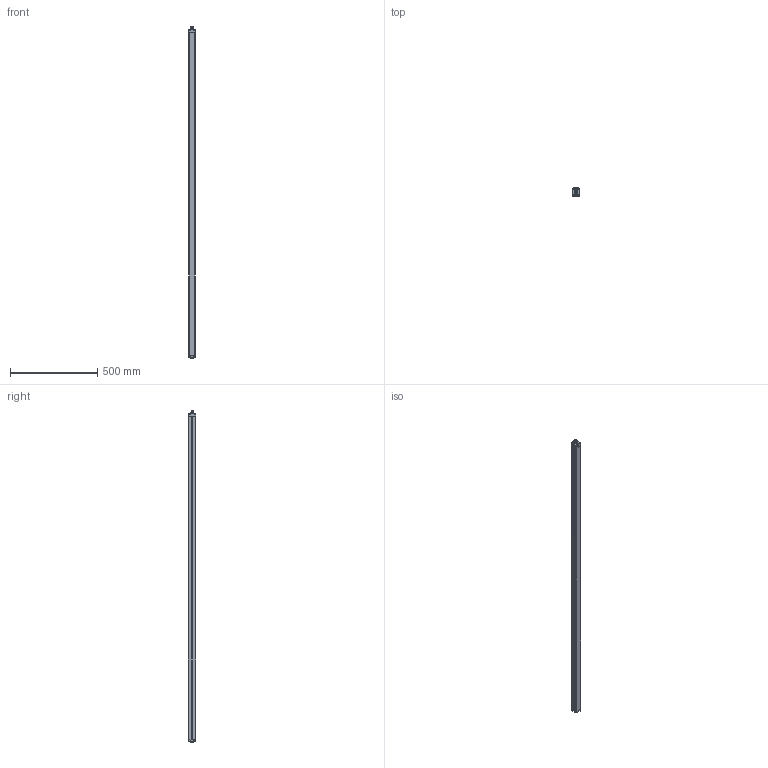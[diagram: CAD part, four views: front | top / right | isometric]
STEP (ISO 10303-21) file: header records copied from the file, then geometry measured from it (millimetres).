
FILE_DESCRIPTION((''),'2;1');
FILE_NAME('157332_SW','2011-03-03T',('banengservice'),('BANNER ENGINEERING'),'PRO/ENGINEER BY PARAMETRIC TECHNOLOGY CORPORATION, 2009141','PRO/ENGINEER BY PARAMETRIC TECHNOLOGY CORPORATION, 2009141','');
FILE_SCHEMA(('CONFIG_CONTROL_DESIGN'));
Length unit declared in the file: inch
Products named in the file (1): 157332_SW
Bounding box: 36 x 45.76 x 1902.71 mm (x, y, z)
Volume: 1174094.1 mm3; surface area: 698515.5 mm2
Topology: 1 solids, 1 shells, 866 faces, 2272 edges, 1421 vertices
Faces by surface type: plane 388, cylinder 380, sphere 40, torus 32, bspline 21, cone 5
Entity records: 34072 total; most frequent: CARTESIAN_POINT 12572, ORIENTED_EDGE 4504, DIRECTION 4462, EDGE_CURVE 2252, AXIS2_PLACEMENT_3D 1535, VERTEX_POINT 1421, VECTOR 1392, LINE 1392
